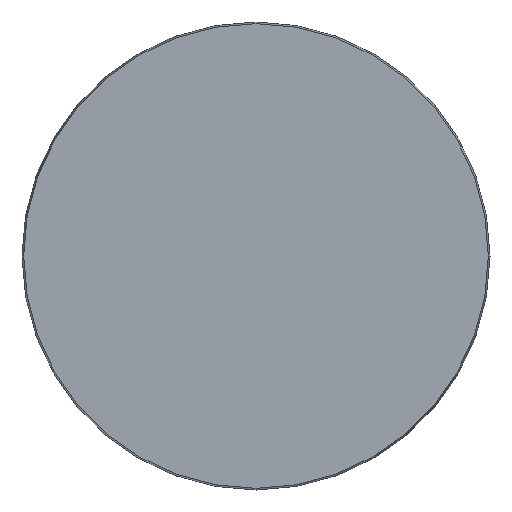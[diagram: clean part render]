
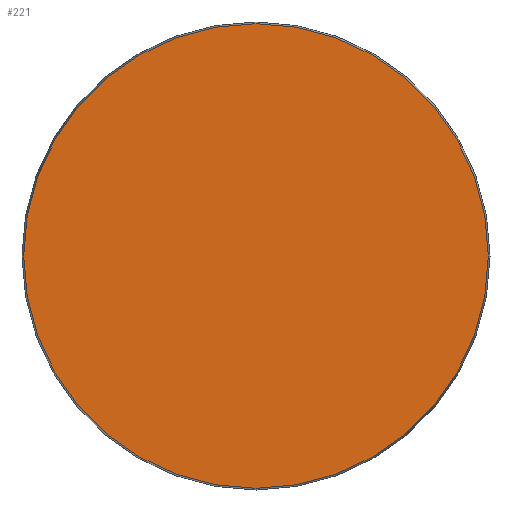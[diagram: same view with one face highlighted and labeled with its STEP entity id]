
A CAD part, front view. The second image highlights one B-rep face of the part: STEP entity #221.
In plain terms, the highlighted planar face has unit normal (0, -1, 0).
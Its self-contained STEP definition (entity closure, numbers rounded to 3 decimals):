
#30 = DIRECTION ( 'NONE',  ( 0., 0., -1. ) ) ;
#36 = DIRECTION ( 'NONE',  ( 0., 1., 0. ) ) ;
#134 = CARTESIAN_POINT ( 'NONE',  ( 0., 0., 0. ) ) ;
#170 = CARTESIAN_POINT ( 'NONE',  ( -78.425, 0., 0. ) ) ;
#187 = VERTEX_POINT ( 'NONE', #301 ) ;
#221 = ADVANCED_FACE ( 'NONE', ( #515 ), #512, .F. ) ;
#279 = AXIS2_PLACEMENT_3D ( 'NONE', #170, #36, #642 ) ;
#301 = CARTESIAN_POINT ( 'NONE',  ( 0., 0., -78.425 ) ) ;
#324 = EDGE_LOOP ( 'NONE', ( #673 ) ) ;
#372 = DIRECTION ( 'NONE',  ( 0., -1., 0. ) ) ;
#474 = CIRCLE ( 'NONE', #733, 78.425 ) ;
#512 = PLANE ( 'NONE',  #279 ) ;
#515 = FACE_OUTER_BOUND ( 'NONE', #324, .T. ) ;
#556 = EDGE_CURVE ( 'NONE', #187, #187, #474, .T. ) ;
#642 = DIRECTION ( 'NONE',  ( 0., 0., 1. ) ) ;
#673 = ORIENTED_EDGE ( 'NONE', *, *, #556, .T. ) ;
#733 = AXIS2_PLACEMENT_3D ( 'NONE', #134, #372, #30 ) ;
